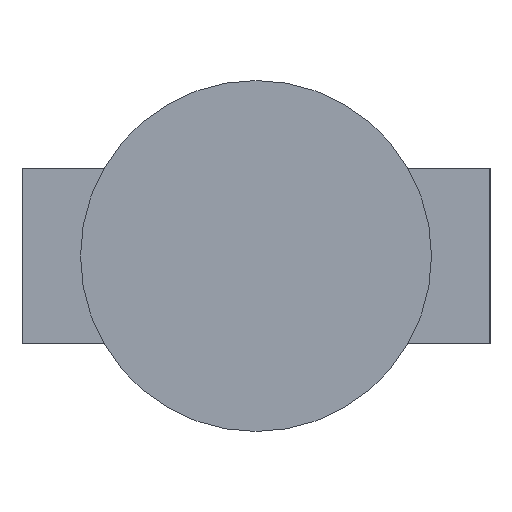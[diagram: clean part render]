
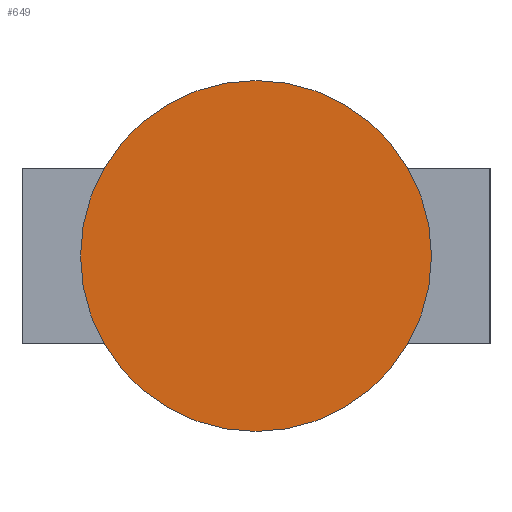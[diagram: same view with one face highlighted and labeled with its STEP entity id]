
A CAD part, front view. The second image highlights one B-rep face of the part: STEP entity #649.
In plain terms, the highlighted planar face has unit normal (0, -1, 0).
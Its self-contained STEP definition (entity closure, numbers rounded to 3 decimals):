
#11 = EDGE_LOOP ( 'NONE', ( #85, #88 ) ) ;
#21 = VERTEX_POINT ( 'NONE', #172 ) ;
#42 = VERTEX_POINT ( 'NONE', #200 ) ;
#85 = ORIENTED_EDGE ( 'NONE', *, *, #689, .F. ) ;
#88 = ORIENTED_EDGE ( 'NONE', *, *, #703, .F. ) ;
#172 = CARTESIAN_POINT ( 'NONE',  ( 0., -37.5, -3. ) ) ;
#200 = CARTESIAN_POINT ( 'NONE',  ( 0., -37.5, 3. ) ) ;
#228 = CARTESIAN_POINT ( 'NONE',  ( 0., -37.5, 0. ) ) ;
#229 = DIRECTION ( 'NONE',  ( 0., 1., 0. ) ) ;
#233 = PLANE ( 'NONE',  #560 ) ;
#237 = FACE_OUTER_BOUND ( 'NONE', #11, .T. ) ;
#239 = DIRECTION ( 'NONE',  ( 0., 0., 1. ) ) ;
#401 = CARTESIAN_POINT ( 'NONE',  ( 0., -37.5, 0. ) ) ;
#414 = DIRECTION ( 'NONE',  ( 0., 0., 1. ) ) ;
#427 = DIRECTION ( 'NONE',  ( 0., 1., 0. ) ) ;
#445 = CARTESIAN_POINT ( 'NONE',  ( 0., -37.5, 0. ) ) ;
#446 = DIRECTION ( 'NONE',  ( 0., 1., 0. ) ) ;
#452 = DIRECTION ( 'NONE',  ( 0., 0., 1. ) ) ;
#560 = AXIS2_PLACEMENT_3D ( 'NONE', #228, #229, #239 ) ;
#571 = CIRCLE ( 'NONE', #603, 3. ) ;
#603 = AXIS2_PLACEMENT_3D ( 'NONE', #401, #427, #414 ) ;
#608 = CIRCLE ( 'NONE', #621, 3. ) ;
#621 = AXIS2_PLACEMENT_3D ( 'NONE', #445, #446, #452 ) ;
#649 = ADVANCED_FACE ( 'NONE', ( #237 ), #233, .F. ) ;
#689 = EDGE_CURVE ( 'NONE', #42, #21, #571, .T. ) ;
#703 = EDGE_CURVE ( 'NONE', #21, #42, #608, .T. ) ;
